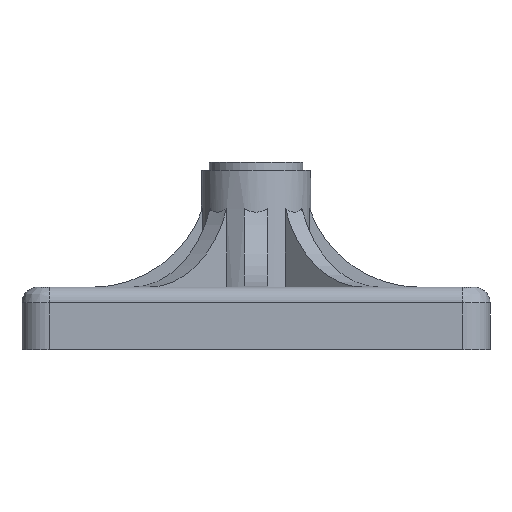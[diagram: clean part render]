
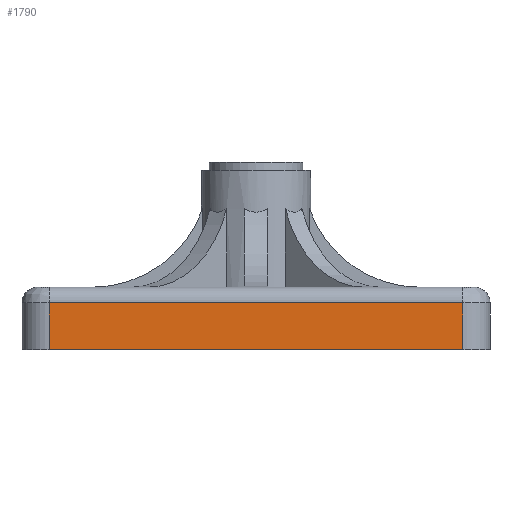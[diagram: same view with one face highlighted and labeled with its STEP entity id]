
A CAD part, front view. The second image highlights one B-rep face of the part: STEP entity #1790.
In plain terms, the highlighted planar face has unit normal (0, -1, 0).
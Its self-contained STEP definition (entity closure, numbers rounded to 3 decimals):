
#1308=CARTESIAN_POINT('',(-26.5,-30.0,6.));
#1309=VERTEX_POINT('',#1308);
#1662=CARTESIAN_POINT('',(26.5,-30.0,6.));
#1663=VERTEX_POINT('',#1662);
#1695=CARTESIAN_POINT('',(-26.5,-30.0,6.));
#1696=DIRECTION('',(1.0,0.0,0.0));
#1697=VECTOR('',#1696,53.0);
#1698=LINE('',#1695,#1697);
#1699=EDGE_CURVE('',#1309,#1663,#1698,.T.);
#1748=CARTESIAN_POINT('',(26.5,-30.0,0.0));
#1749=VERTEX_POINT('',#1748);
#1750=CARTESIAN_POINT('',(26.5,-30.0,6.));
#1751=DIRECTION('',(0.0,0.0,-1.0));
#1752=VECTOR('',#1751,6.);
#1753=LINE('',#1750,#1752);
#1754=EDGE_CURVE('',#1663,#1749,#1753,.T.);
#1767=CARTESIAN_POINT('',(30.,-30.0,0.0));
#1768=DIRECTION('',(0.0,-1.0,0.0));
#1769=DIRECTION('',(0.0,0.0,-1.0));
#1770=AXIS2_PLACEMENT_3D('',#1767,#1768,#1769);
#1771=PLANE('',#1770);
#1772=ORIENTED_EDGE('',*,*,#1699,.F.);
#1773=CARTESIAN_POINT('',(-26.5,-30.0,0.0));
#1774=VERTEX_POINT('',#1773);
#1775=CARTESIAN_POINT('',(-26.5,-30.0,0.0));
#1776=DIRECTION('',(0.0,0.0,1.0));
#1777=VECTOR('',#1776,6.);
#1778=LINE('',#1775,#1777);
#1779=EDGE_CURVE('',#1774,#1309,#1778,.T.);
#1780=ORIENTED_EDGE('',*,*,#1779,.F.);
#1781=CARTESIAN_POINT('',(26.5,-30.0,0.0));
#1782=DIRECTION('',(-1.0,0.0,0.0));
#1783=VECTOR('',#1782,53.0);
#1784=LINE('',#1781,#1783);
#1785=EDGE_CURVE('',#1749,#1774,#1784,.T.);
#1786=ORIENTED_EDGE('',*,*,#1785,.F.);
#1787=ORIENTED_EDGE('',*,*,#1754,.F.);
#1788=EDGE_LOOP('',(#1772,#1780,#1786,#1787));
#1789=FACE_OUTER_BOUND('',#1788,.T.);
#1790=ADVANCED_FACE('',(#1789),#1771,.T.);
